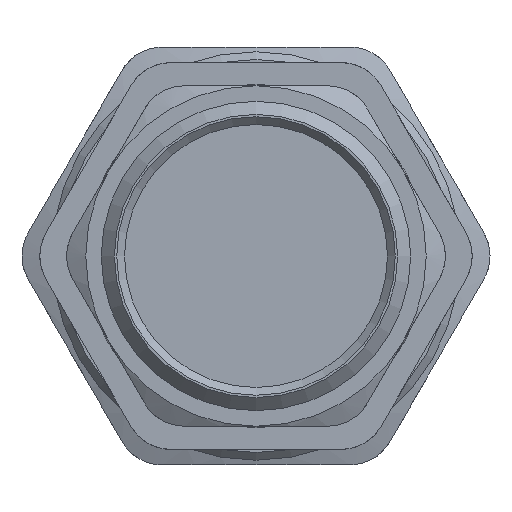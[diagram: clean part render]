
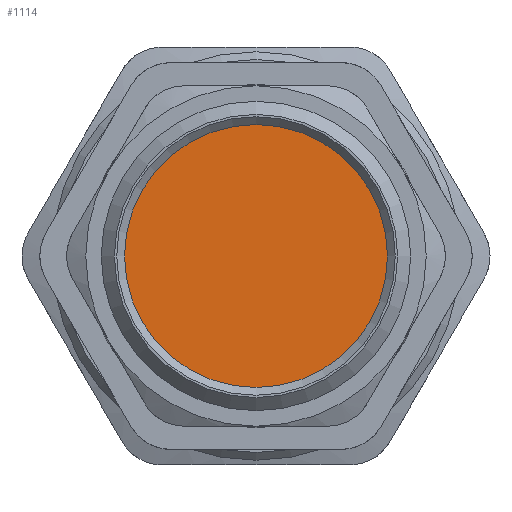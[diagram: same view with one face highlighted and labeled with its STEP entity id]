
A CAD part, front view. The second image highlights one B-rep face of the part: STEP entity #1114.
In plain terms, the highlighted planar face has unit normal (0, -1, 0).
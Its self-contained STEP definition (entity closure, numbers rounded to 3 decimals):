
#125=FACE_OUTER_BOUND('',#193,.T.);
#193=EDGE_LOOP('',(#706));
#387=CIRCLE('',#1213,8.5);
#437=VERTEX_POINT('',#1627);
#542=EDGE_CURVE('',#437,#437,#387,.T.);
#706=ORIENTED_EDGE('',*,*,#542,.T.);
#1022=PLANE('',#1212);
#1114=ADVANCED_FACE('',(#125),#1022,.F.);
#1212=AXIS2_PLACEMENT_3D('',#1626,#1341,#1342);
#1213=AXIS2_PLACEMENT_3D('',#1628,#1343,#1344);
#1341=DIRECTION('center_axis',(0.,1.,0.));
#1342=DIRECTION('ref_axis',(0.,0.,1.));
#1343=DIRECTION('center_axis',(0.,-1.,0.));
#1344=DIRECTION('ref_axis',(-1.,0.,0.));
#1626=CARTESIAN_POINT('Origin',(-1.246,-4.409,0.));
#1627=CARTESIAN_POINT('',(7.254,-4.409,0.));
#1628=CARTESIAN_POINT('Origin',(-1.246,-4.409,0.));
